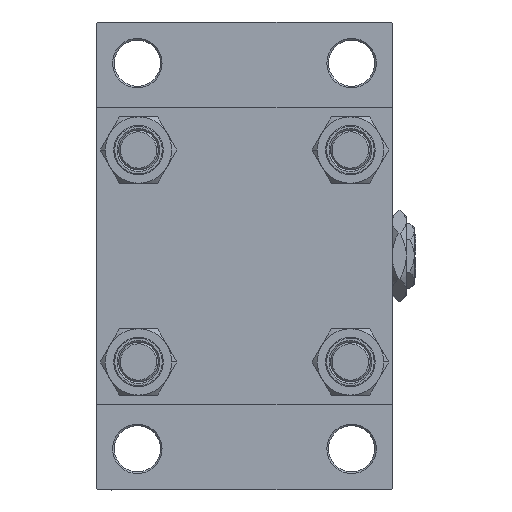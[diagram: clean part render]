
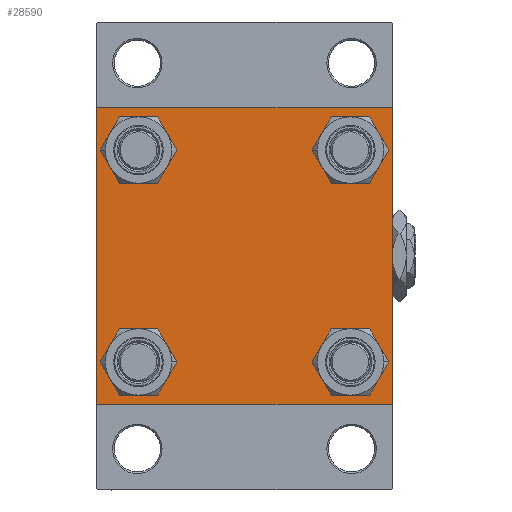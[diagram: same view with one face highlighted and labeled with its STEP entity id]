
A CAD part, left-side view. The second image highlights one B-rep face of the part: STEP entity #28590.
In plain terms, the highlighted planar face has unit normal (-1, 0, 0).
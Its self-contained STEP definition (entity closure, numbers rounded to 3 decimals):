
#711 = VERTEX_POINT ( 'NONE', #23731 ) ;
#715 = DIRECTION ( 'NONE',  ( 0., 0., 1. ) ) ;
#1172 = DIRECTION ( 'NONE',  ( -1., 0., 0. ) ) ;
#1361 = CARTESIAN_POINT ( 'NONE',  ( 0., 44.5, -45. ) ) ;
#2137 = AXIS2_PLACEMENT_3D ( 'NONE', #45823, #33635, #26887 ) ;
#2459 = ORIENTED_EDGE ( 'NONE', *, *, #37952, .T. ) ;
#2714 = LINE ( 'NONE', #3216, #6107 ) ;
#3216 = CARTESIAN_POINT ( 'NONE',  ( 0., 44.75, 44.75 ) ) ;
#4427 = EDGE_CURVE ( 'NONE', #35449, #18396, #12390, .T. ) ;
#4895 = FACE_BOUND ( 'NONE', #46063, .T. ) ;
#5068 = LINE ( 'NONE', #20747, #47685 ) ;
#5208 = CARTESIAN_POINT ( 'NONE',  ( 0., -32.15, 25.65 ) ) ;
#5724 = VERTEX_POINT ( 'NONE', #33810 ) ;
#6107 = VECTOR ( 'NONE', #6456, 1000. ) ;
#6140 = VECTOR ( 'NONE', #19919, 1000. ) ;
#6366 = CARTESIAN_POINT ( 'NONE',  ( 0., -32.15, -38.65 ) ) ;
#6456 = DIRECTION ( 'NONE',  ( 0., 0.707, -0.707 ) ) ;
#6837 = AXIS2_PLACEMENT_3D ( 'NONE', #7345, #40479, #44708 ) ;
#6931 = ORIENTED_EDGE ( 'NONE', *, *, #42139, .F. ) ;
#7345 = CARTESIAN_POINT ( 'NONE',  ( 0., -32.15, -32.15 ) ) ;
#8423 = LINE ( 'NONE', #46776, #22524 ) ;
#8635 = ORIENTED_EDGE ( 'NONE', *, *, #46001, .T. ) ;
#8638 = DIRECTION ( 'NONE',  ( 0., -1., 0. ) ) ;
#8739 = CARTESIAN_POINT ( 'NONE',  ( 0., -32.15, -32.15 ) ) ;
#9632 = ORIENTED_EDGE ( 'NONE', *, *, #47831, .T. ) ;
#10250 = CIRCLE ( 'NONE', #41280, 6.5 ) ;
#11687 = DIRECTION ( 'NONE',  ( 1., 0., 0. ) ) ;
#11686 = LINE ( 'NONE', #16151, #47605 ) ;
#12006 = VECTOR ( 'NONE', #8638, 1000. ) ;
#12068 = CARTESIAN_POINT ( 'NONE',  ( 0., 32.15, 38.65 ) ) ;
#12259 = CARTESIAN_POINT ( 'NONE',  ( 0., 32.15, 32.15 ) ) ;
#12390 = LINE ( 'NONE', #27555, #12006 ) ;
#12419 = ORIENTED_EDGE ( 'NONE', *, *, #45853, .T. ) ;
#12627 = EDGE_LOOP ( 'NONE', ( #29562, #2459 ) ) ;
#12638 = DIRECTION ( 'NONE',  ( 0., 0., 1. ) ) ;
#13153 = EDGE_CURVE ( 'NONE', #34134, #47631, #18764, .T. ) ;
#13406 = CARTESIAN_POINT ( 'NONE',  ( 0., 32.15, -25.65 ) ) ;
#14792 = VECTOR ( 'NONE', #38810, 1000. ) ;
#15581 = ORIENTED_EDGE ( 'NONE', *, *, #43469, .F. ) ;
#15793 = ORIENTED_EDGE ( 'NONE', *, *, #30131, .T. ) ;
#16151 = CARTESIAN_POINT ( 'NONE',  ( 0., 44.75, -44.75 ) ) ;
#17697 = EDGE_CURVE ( 'NONE', #18396, #17968, #8423, .T. ) ;
#17968 = VERTEX_POINT ( 'NONE', #48741 ) ;
#18396 = VERTEX_POINT ( 'NONE', #43902 ) ;
#18462 = CARTESIAN_POINT ( 'NONE',  ( 0., -32.15, 32.15 ) ) ;
#18711 = CARTESIAN_POINT ( 'NONE',  ( 0., 32.15, 25.65 ) ) ;
#18764 = CIRCLE ( 'NONE', #6837, 6.5 ) ;
#19630 = DIRECTION ( 'NONE',  ( 0., -0.707, -0.707 ) ) ;
#19919 = DIRECTION ( 'NONE',  ( 0., 0., -1. ) ) ;
#20089 = FACE_OUTER_BOUND ( 'NONE', #23823, .T. ) ;
#20747 = CARTESIAN_POINT ( 'NONE',  ( 0., -44.75, 44.75 ) ) ;
#21282 = EDGE_LOOP ( 'NONE', ( #9632, #8635 ) ) ;
#22192 = DIRECTION ( 'NONE',  ( 1., 0., 0. ) ) ;
#22437 = DIRECTION ( 'NONE',  ( 0., 0., 1. ) ) ;
#22524 = VECTOR ( 'NONE', #42805, 1000. ) ;
#22882 = VERTEX_POINT ( 'NONE', #44592 ) ;
#23110 = DIRECTION ( 'NONE',  ( 0., 0., 1. ) ) ;
#23588 = AXIS2_PLACEMENT_3D ( 'NONE', #46042, #30602, #715 ) ;
#23604 = LINE ( 'NONE', #46038, #14792 ) ;
#23731 = CARTESIAN_POINT ( 'NONE',  ( 0., 32.15, -38.65 ) ) ;
#23823 = EDGE_LOOP ( 'NONE', ( #28807, #35932, #31728, #25157, #15581, #37008, #6931, #12419 ) ) ;
#23825 = FACE_BOUND ( 'NONE', #21282, .T. ) ;
#23911 = VERTEX_POINT ( 'NONE', #5208 ) ;
#23926 = DIRECTION ( 'NONE',  ( 0., 0., 1. ) ) ;
#25157 = ORIENTED_EDGE ( 'NONE', *, *, #17697, .T. ) ;
#25432 = VERTEX_POINT ( 'NONE', #13406 ) ;
#25946 = EDGE_CURVE ( 'NONE', #31785, #42097, #38585, .T. ) ;
#26165 = ORIENTED_EDGE ( 'NONE', *, *, #31175, .T. ) ;
#26887 = DIRECTION ( 'NONE',  ( 0., 0., 1. ) ) ;
#26904 = LINE ( 'NONE', #27645, #29855 ) ;
#27028 = CARTESIAN_POINT ( 'NONE',  ( 0., 32.15, 32.15 ) ) ;
#27555 = CARTESIAN_POINT ( 'NONE',  ( 0., 45., -45. ) ) ;
#27645 = CARTESIAN_POINT ( 'NONE',  ( 0., 45., 45. ) ) ;
#27906 = DIRECTION ( 'NONE',  ( 1., 0., 0. ) ) ;
#27954 = CARTESIAN_POINT ( 'NONE',  ( 0., 44.5, 45. ) ) ;
#28158 = DIRECTION ( 'NONE',  ( 0., 0., 1. ) ) ;
#28590 = ADVANCED_FACE ( 'NONE', ( #23825, #39022, #4895, #46742, #20089 ), #35776, .T. ) ;
#28807 = ORIENTED_EDGE ( 'NONE', *, *, #47123, .T. ) ;
#29562 = ORIENTED_EDGE ( 'NONE', *, *, #25946, .T. ) ;
#29731 = CARTESIAN_POINT ( 'NONE',  ( 0., -32.15, -25.65 ) ) ;
#29837 = AXIS2_PLACEMENT_3D ( 'NONE', #12259, #42623, #28158 ) ;
#29855 = VECTOR ( 'NONE', #42852, 1000. ) ;
#30131 = EDGE_CURVE ( 'NONE', #711, #25432, #37947, .T. ) ;
#30271 = CARTESIAN_POINT ( 'NONE',  ( 0., 45., 44.5 ) ) ;
#30286 = DIRECTION ( 'NONE',  ( 1., 0., 0. ) ) ;
#30602 = DIRECTION ( 'NONE',  ( 1., 0., 0. ) ) ;
#31175 = EDGE_CURVE ( 'NONE', #25432, #711, #37162, .T. ) ;
#31554 = AXIS2_PLACEMENT_3D ( 'NONE', #35288, #1172, #12638 ) ;
#31728 = ORIENTED_EDGE ( 'NONE', *, *, #4427, .T. ) ;
#31785 = VERTEX_POINT ( 'NONE', #12068 ) ;
#32023 = ORIENTED_EDGE ( 'NONE', *, *, #44016, .T. ) ;
#32303 = AXIS2_PLACEMENT_3D ( 'NONE', #8739, #27906, #23926 ) ;
#33635 = DIRECTION ( 'NONE',  ( 1., 0., 0. ) ) ;
#33810 = CARTESIAN_POINT ( 'NONE',  ( 0., -32.15, 38.65 ) ) ;
#34134 = VERTEX_POINT ( 'NONE', #6366 ) ;
#34270 = DIRECTION ( 'NONE',  ( 0., 0., 1. ) ) ;
#35288 = CARTESIAN_POINT ( 'NONE',  ( 0., 0., 0. ) ) ;
#35363 = LINE ( 'NONE', #35852, #6140 ) ;
#35449 = VERTEX_POINT ( 'NONE', #1361 ) ;
#35776 = PLANE ( 'NONE',  #31554 ) ;
#35852 = CARTESIAN_POINT ( 'NONE',  ( 0., 45., 45. ) ) ;
#35932 = ORIENTED_EDGE ( 'NONE', *, *, #49250, .T. ) ;
#36381 = AXIS2_PLACEMENT_3D ( 'NONE', #45787, #11687, #23110 ) ;
#37008 = ORIENTED_EDGE ( 'NONE', *, *, #39843, .T. ) ;
#37162 = CIRCLE ( 'NONE', #36381, 6.5 ) ;
#37947 = CIRCLE ( 'NONE', #2137, 6.5 ) ;
#37952 = EDGE_CURVE ( 'NONE', #42097, #31785, #10250, .T. ) ;
#38385 = VERTEX_POINT ( 'NONE', #27954 ) ;
#38585 = CIRCLE ( 'NONE', #29837, 6.5 ) ;
#38810 = DIRECTION ( 'NONE',  ( 0., 0., -1. ) ) ;
#39006 = VERTEX_POINT ( 'NONE', #30271 ) ;
#39022 = FACE_BOUND ( 'NONE', #45195, .T. ) ;
#39460 = CIRCLE ( 'NONE', #32303, 6.5 ) ;
#39549 = ORIENTED_EDGE ( 'NONE', *, *, #13153, .T. ) ;
#39843 = EDGE_CURVE ( 'NONE', #43688, #22882, #5068, .T. ) ;
#40479 = DIRECTION ( 'NONE',  ( 1., 0., 0. ) ) ;
#41160 = CIRCLE ( 'NONE', #45150, 6.5 ) ;
#41280 = AXIS2_PLACEMENT_3D ( 'NONE', #27028, #30286, #34270 ) ;
#42097 = VERTEX_POINT ( 'NONE', #18711 ) ;
#42139 = EDGE_CURVE ( 'NONE', #38385, #22882, #26904, .T. ) ;
#42623 = DIRECTION ( 'NONE',  ( 1., 0., 0. ) ) ;
#42805 = DIRECTION ( 'NONE',  ( 0., -0.707, 0.707 ) ) ;
#42852 = DIRECTION ( 'NONE',  ( 0., -1., 0. ) ) ;
#43175 = DIRECTION ( 'NONE',  ( 0., 0.707, 0.707 ) ) ;
#43469 = EDGE_CURVE ( 'NONE', #43688, #17968, #23604, .T. ) ;
#43688 = VERTEX_POINT ( 'NONE', #44497 ) ;
#43902 = CARTESIAN_POINT ( 'NONE',  ( 0., -44.5, -45. ) ) ;
#44016 = EDGE_CURVE ( 'NONE', #47631, #34134, #39460, .T. ) ;
#44497 = CARTESIAN_POINT ( 'NONE',  ( 0., -45., 44.5 ) ) ;
#44592 = CARTESIAN_POINT ( 'NONE',  ( 0., -44.5, 45. ) ) ;
#44708 = DIRECTION ( 'NONE',  ( 0., 0., 1. ) ) ;
#44853 = CARTESIAN_POINT ( 'NONE',  ( 0., 45., -44.5 ) ) ;
#45074 = CIRCLE ( 'NONE', #23588, 6.5 ) ;
#45150 = AXIS2_PLACEMENT_3D ( 'NONE', #18462, #22192, #22437 ) ;
#45195 = EDGE_LOOP ( 'NONE', ( #32023, #39549 ) ) ;
#45787 = CARTESIAN_POINT ( 'NONE',  ( 0., 32.15, -32.15 ) ) ;
#45823 = CARTESIAN_POINT ( 'NONE',  ( 0., 32.15, -32.15 ) ) ;
#45853 = EDGE_CURVE ( 'NONE', #38385, #39006, #2714, .T. ) ;
#46001 = EDGE_CURVE ( 'NONE', #23911, #5724, #45074, .T. ) ;
#46038 = CARTESIAN_POINT ( 'NONE',  ( 0., -45., 45. ) ) ;
#46042 = CARTESIAN_POINT ( 'NONE',  ( 0., -32.15, 32.15 ) ) ;
#46063 = EDGE_LOOP ( 'NONE', ( #26165, #15793 ) ) ;
#46742 = FACE_BOUND ( 'NONE', #12627, .T. ) ;
#46776 = CARTESIAN_POINT ( 'NONE',  ( 0., -44.75, -44.75 ) ) ;
#46946 = VERTEX_POINT ( 'NONE', #44853 ) ;
#47123 = EDGE_CURVE ( 'NONE', #39006, #46946, #35363, .T. ) ;
#47605 = VECTOR ( 'NONE', #19630, 1000. ) ;
#47631 = VERTEX_POINT ( 'NONE', #29731 ) ;
#47685 = VECTOR ( 'NONE', #43175, 1000. ) ;
#47831 = EDGE_CURVE ( 'NONE', #5724, #23911, #41160, .T. ) ;
#48741 = CARTESIAN_POINT ( 'NONE',  ( 0., -45., -44.5 ) ) ;
#49250 = EDGE_CURVE ( 'NONE', #46946, #35449, #11686, .T. ) ;
